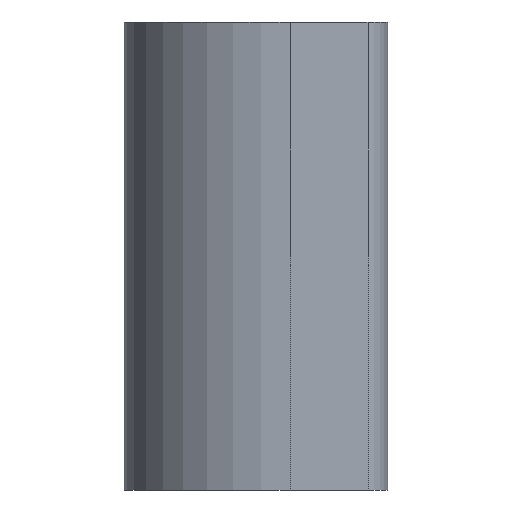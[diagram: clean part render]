
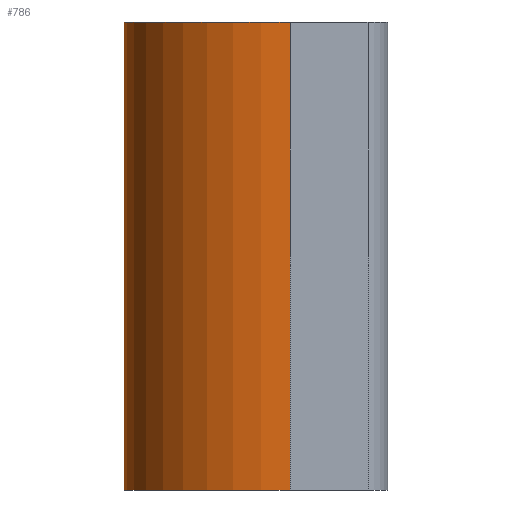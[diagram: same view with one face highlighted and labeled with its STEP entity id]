
A CAD part, left-side view. The second image highlights one B-rep face of the part: STEP entity #786.
In plain terms, the highlighted cylindrical face has radius 6.769 mm (diameter 13.538 mm), a partial arc.
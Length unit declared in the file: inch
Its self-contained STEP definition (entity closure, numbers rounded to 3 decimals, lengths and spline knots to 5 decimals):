
#6 = DIRECTION ( 'NONE',  ( 1., 0., 0. ) ) ;
#51 = CYLINDRICAL_SURFACE ( 'NONE', #455, 0.2665 ) ;
#72 = DIRECTION ( 'NONE',  ( 0., 0., -1. ) ) ;
#75 = CARTESIAN_POINT ( 'NONE',  ( -0.687, 0.1565, 0.375 ) ) ;
#144 = EDGE_CURVE ( 'NONE', #221, #444, #414, .T. ) ;
#154 = ORIENTED_EDGE ( 'NONE', *, *, #144, .T. ) ;
#160 = CARTESIAN_POINT ( 'NONE',  ( -0.9535, 0.1565, 0.375 ) ) ;
#187 = CARTESIAN_POINT ( 'NONE',  ( -0.4205, 0.1565, -0.375 ) ) ;
#213 = ORIENTED_EDGE ( 'NONE', *, *, #522, .F. ) ;
#218 = CARTESIAN_POINT ( 'NONE',  ( -0.9535, 0.1565, -0.375 ) ) ;
#221 = VERTEX_POINT ( 'NONE', #479 ) ;
#245 = CIRCLE ( 'NONE', #732, 0.2665 ) ;
#248 = CARTESIAN_POINT ( 'NONE',  ( -0.4205, 0.1565, 0.375 ) ) ;
#291 = EDGE_CURVE ( 'NONE', #444, #296, #411, .T. ) ;
#293 = CARTESIAN_POINT ( 'NONE',  ( -0.687, 0.1565, -0.375 ) ) ;
#296 = VERTEX_POINT ( 'NONE', #187 ) ;
#340 = DIRECTION ( 'NONE',  ( 0., 0., -1. ) ) ;
#347 = DIRECTION ( 'NONE',  ( 1., 0., 0. ) ) ;
#357 = DIRECTION ( 'NONE',  ( -1., 0., 0. ) ) ;
#396 = FACE_OUTER_BOUND ( 'NONE', #674, .T. ) ;
#398 = CARTESIAN_POINT ( 'NONE',  ( -0.4205, 0.1565, 0.375 ) ) ;
#403 = ORIENTED_EDGE ( 'NONE', *, *, #611, .F. ) ;
#411 = LINE ( 'NONE', #248, #561 ) ;
#414 = CIRCLE ( 'NONE', #683, 0.2665 ) ;
#444 = VERTEX_POINT ( 'NONE', #398 ) ;
#455 = AXIS2_PLACEMENT_3D ( 'NONE', #678, #810, #357 ) ;
#459 = LINE ( 'NONE', #160, #618 ) ;
#479 = CARTESIAN_POINT ( 'NONE',  ( -0.9535, 0.1565, 0.375 ) ) ;
#520 = ORIENTED_EDGE ( 'NONE', *, *, #291, .T. ) ;
#522 = EDGE_CURVE ( 'NONE', #221, #553, #459, .T. ) ;
#553 = VERTEX_POINT ( 'NONE', #218 ) ;
#561 = VECTOR ( 'NONE', #689, 39.37008 ) ;
#611 = EDGE_CURVE ( 'NONE', #553, #296, #245, .T. ) ;
#618 = VECTOR ( 'NONE', #340, 39.37008 ) ;
#674 = EDGE_LOOP ( 'NONE', ( #403, #213, #154, #520 ) ) ;
#678 = CARTESIAN_POINT ( 'NONE',  ( -0.687, 0.1565, 0.375 ) ) ;
#683 = AXIS2_PLACEMENT_3D ( 'NONE', #75, #72, #6 ) ;
#689 = DIRECTION ( 'NONE',  ( 0., 0., -1. ) ) ;
#732 = AXIS2_PLACEMENT_3D ( 'NONE', #293, #733, #347 ) ;
#733 = DIRECTION ( 'NONE',  ( 0., 0., -1. ) ) ;
#786 = ADVANCED_FACE ( 'NONE', ( #396 ), #51, .T. ) ;
#810 = DIRECTION ( 'NONE',  ( 0., 0., -1. ) ) ;
